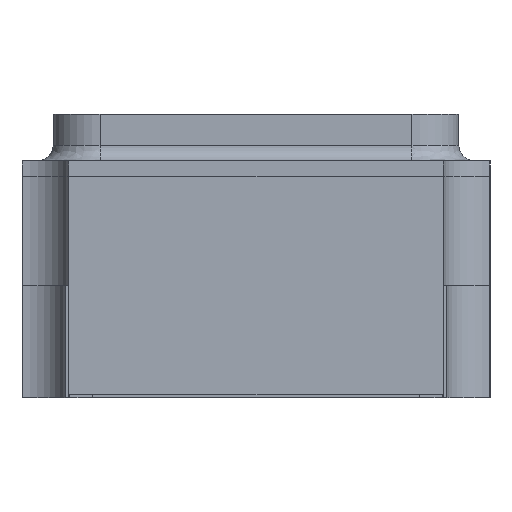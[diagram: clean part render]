
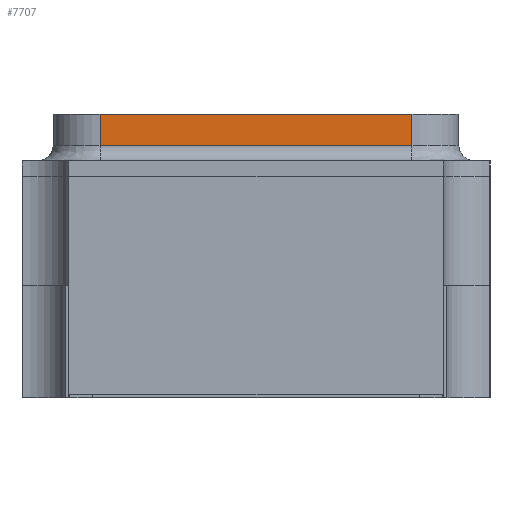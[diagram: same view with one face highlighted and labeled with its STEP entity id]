
A CAD part, left-side view. The second image highlights one B-rep face of the part: STEP entity #7707.
In plain terms, the highlighted planar face has unit normal (-1, 0, 0).
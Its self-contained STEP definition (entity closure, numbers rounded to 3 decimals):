
#3831 = CYLINDRICAL_SURFACE('',#3832,0.05);
#3832 = AXIS2_PLACEMENT_3D('',#3833,#3834,#3835);
#3833 = CARTESIAN_POINT('',(-1.55,0.7,0.81));
#3834 = DIRECTION('',(0.,1.,0.));
#3835 = DIRECTION('',(-1.,0.,0.));
#6158 = VERTEX_POINT('',#6159);
#6159 = CARTESIAN_POINT('',(-1.5,-0.5,0.81));
#6262 = CYLINDRICAL_SURFACE('',#6263,0.15);
#6263 = AXIS2_PLACEMENT_3D('',#6264,#6265,#6266);
#6264 = CARTESIAN_POINT('',(-1.35,-0.5,0.76));
#6265 = DIRECTION('',(0.,0.,1.));
#6266 = DIRECTION('',(1.,0.,0.));
#6302 = VERTEX_POINT('',#6303);
#6303 = CARTESIAN_POINT('',(-1.5,0.5,0.81));
#6369 = EDGE_CURVE('',#6302,#6158,#6370,.T.);
#6370 = SURFACE_CURVE('',#6371,(#6375,#6404),.PCURVE_S1.);
#6371 = LINE('',#6372,#6373);
#6372 = CARTESIAN_POINT('',(-1.5,0.7,0.81));
#6373 = VECTOR('',#6374,1.);
#6374 = DIRECTION('',(0.,-1.,0.));
#6375 = PCURVE('',#3831,#6376);
#6376 = DEFINITIONAL_REPRESENTATION('',(#6377),#6403);
#6377 = B_SPLINE_CURVE_WITH_KNOTS('',3,(#6378,#6379,#6380,#6381,#6382,
    #6383,#6384,#6385,#6386,#6387,#6388,#6389,#6390,#6391,#6392,#6393,
    #6394,#6395,#6396,#6397,#6398,#6399,#6400,#6401,#6402),
  .UNSPECIFIED.,.F.,.F.,(4,1,1,1,1,1,1,1,1,1,1,1,1,1,1,1,1,1,1,1,1,1,4),
  (0.2,0.245,0.291,0.336,0.382,
    0.427,0.473,0.518,0.564,
    0.609,0.655,0.7,0.745,0.791,
    0.836,0.882,0.927,0.973,
    1.018,1.064,1.109,1.155,1.2),
  .UNSPECIFIED.);
#6378 = CARTESIAN_POINT('',(3.142,-0.2));
#6379 = CARTESIAN_POINT('',(3.142,-0.215));
#6380 = CARTESIAN_POINT('',(3.142,-0.245));
#6381 = CARTESIAN_POINT('',(3.142,-0.291));
#6382 = CARTESIAN_POINT('',(3.142,-0.336));
#6383 = CARTESIAN_POINT('',(3.142,-0.382));
#6384 = CARTESIAN_POINT('',(3.142,-0.427));
#6385 = CARTESIAN_POINT('',(3.142,-0.473));
#6386 = CARTESIAN_POINT('',(3.142,-0.518));
#6387 = CARTESIAN_POINT('',(3.142,-0.564));
#6388 = CARTESIAN_POINT('',(3.142,-0.609));
#6389 = CARTESIAN_POINT('',(3.142,-0.655));
#6390 = CARTESIAN_POINT('',(3.142,-0.7));
#6391 = CARTESIAN_POINT('',(3.142,-0.745));
#6392 = CARTESIAN_POINT('',(3.142,-0.791));
#6393 = CARTESIAN_POINT('',(3.142,-0.836));
#6394 = CARTESIAN_POINT('',(3.142,-0.882));
#6395 = CARTESIAN_POINT('',(3.142,-0.927));
#6396 = CARTESIAN_POINT('',(3.142,-0.973));
#6397 = CARTESIAN_POINT('',(3.142,-1.018));
#6398 = CARTESIAN_POINT('',(3.142,-1.064));
#6399 = CARTESIAN_POINT('',(3.142,-1.109));
#6400 = CARTESIAN_POINT('',(3.142,-1.155));
#6401 = CARTESIAN_POINT('',(3.142,-1.185));
#6402 = CARTESIAN_POINT('',(3.142,-1.2));
#6403 = ( GEOMETRIC_REPRESENTATION_CONTEXT(2) 
PARAMETRIC_REPRESENTATION_CONTEXT() REPRESENTATION_CONTEXT('2D SPACE',''
  ) );
#6404 = PCURVE('',#6405,#6410);
#6405 = PLANE('',#6406);
#6406 = AXIS2_PLACEMENT_3D('',#6407,#6408,#6409);
#6407 = CARTESIAN_POINT('',(-1.5,0.5,0.76));
#6408 = DIRECTION('',(-1.,0.,0.));
#6409 = DIRECTION('',(0.,-1.,0.));
#6410 = DEFINITIONAL_REPRESENTATION('',(#6411),#6415);
#6411 = LINE('',#6412,#6413);
#6412 = CARTESIAN_POINT('',(-0.2,0.05));
#6413 = VECTOR('',#6414,1.);
#6414 = DIRECTION('',(1.,0.));
#6415 = ( GEOMETRIC_REPRESENTATION_CONTEXT(2) 
PARAMETRIC_REPRESENTATION_CONTEXT() REPRESENTATION_CONTEXT('2D SPACE',''
  ) );
#6527 = CYLINDRICAL_SURFACE('',#6528,0.15);
#6528 = AXIS2_PLACEMENT_3D('',#6529,#6530,#6531);
#6529 = CARTESIAN_POINT('',(-1.35,0.5,0.76));
#6530 = DIRECTION('',(0.,0.,1.));
#6531 = DIRECTION('',(1.,0.,0.));
#7346 = PLANE('',#7347);
#7347 = AXIS2_PLACEMENT_3D('',#7348,#7349,#7350);
#7348 = CARTESIAN_POINT('',(0.,0.,
    0.91));
#7349 = DIRECTION('',(0.,0.,1.));
#7350 = DIRECTION('',(1.,0.,0.));
#7614 = VERTEX_POINT('',#7615);
#7615 = CARTESIAN_POINT('',(-1.5,-0.5,0.91));
#7663 = EDGE_CURVE('',#6158,#7614,#7664,.T.);
#7664 = SURFACE_CURVE('',#7665,(#7669,#7698),.PCURVE_S1.);
#7665 = LINE('',#7666,#7667);
#7666 = CARTESIAN_POINT('',(-1.5,-0.5,0.76));
#7667 = VECTOR('',#7668,1.);
#7668 = DIRECTION('',(0.,0.,1.));
#7669 = PCURVE('',#6262,#7670);
#7670 = DEFINITIONAL_REPRESENTATION('',(#7671),#7697);
#7671 = B_SPLINE_CURVE_WITH_KNOTS('',3,(#7672,#7673,#7674,#7675,#7676,
    #7677,#7678,#7679,#7680,#7681,#7682,#7683,#7684,#7685,#7686,#7687,
    #7688,#7689,#7690,#7691,#7692,#7693,#7694,#7695,#7696),
  .UNSPECIFIED.,.F.,.F.,(4,1,1,1,1,1,1,1,1,1,1,1,1,1,1,1,1,1,1,1,1,1,4),
  (0.05,0.055,0.059,0.064,
    0.068,0.073,0.077,
    0.082,0.086,0.091,
    0.095,0.1,0.105,0.109,0.114
    ,0.118,0.123,0.127,0.132,
    0.136,0.141,0.145,0.15),.UNSPECIFIED.);
#7672 = CARTESIAN_POINT('',(3.142,0.05));
#7673 = CARTESIAN_POINT('',(3.142,0.052));
#7674 = CARTESIAN_POINT('',(3.142,0.055));
#7675 = CARTESIAN_POINT('',(3.142,0.059));
#7676 = CARTESIAN_POINT('',(3.142,0.064));
#7677 = CARTESIAN_POINT('',(3.142,0.068));
#7678 = CARTESIAN_POINT('',(3.142,0.073));
#7679 = CARTESIAN_POINT('',(3.142,0.077));
#7680 = CARTESIAN_POINT('',(3.142,0.082));
#7681 = CARTESIAN_POINT('',(3.142,0.086));
#7682 = CARTESIAN_POINT('',(3.142,0.091));
#7683 = CARTESIAN_POINT('',(3.142,0.095));
#7684 = CARTESIAN_POINT('',(3.142,0.1));
#7685 = CARTESIAN_POINT('',(3.142,0.105));
#7686 = CARTESIAN_POINT('',(3.142,0.109));
#7687 = CARTESIAN_POINT('',(3.142,0.114));
#7688 = CARTESIAN_POINT('',(3.142,0.118));
#7689 = CARTESIAN_POINT('',(3.142,0.123));
#7690 = CARTESIAN_POINT('',(3.142,0.127));
#7691 = CARTESIAN_POINT('',(3.142,0.132));
#7692 = CARTESIAN_POINT('',(3.142,0.136));
#7693 = CARTESIAN_POINT('',(3.142,0.141));
#7694 = CARTESIAN_POINT('',(3.142,0.145));
#7695 = CARTESIAN_POINT('',(3.142,0.148));
#7696 = CARTESIAN_POINT('',(3.142,0.15));
#7697 = ( GEOMETRIC_REPRESENTATION_CONTEXT(2) 
PARAMETRIC_REPRESENTATION_CONTEXT() REPRESENTATION_CONTEXT('2D SPACE',''
  ) );
#7698 = PCURVE('',#6405,#7699);
#7699 = DEFINITIONAL_REPRESENTATION('',(#7700),#7704);
#7700 = LINE('',#7701,#7702);
#7701 = CARTESIAN_POINT('',(1.,0.));
#7702 = VECTOR('',#7703,1.);
#7703 = DIRECTION('',(0.,1.));
#7704 = ( GEOMETRIC_REPRESENTATION_CONTEXT(2) 
PARAMETRIC_REPRESENTATION_CONTEXT() REPRESENTATION_CONTEXT('2D SPACE',''
  ) );
#7707 = ADVANCED_FACE('',(#7708),#6405,.T.);
#7708 = FACE_BOUND('',#7709,.T.);
#7709 = EDGE_LOOP('',(#7710,#7733,#7776,#7777));
#7710 = ORIENTED_EDGE('',*,*,#7711,.T.);
#7711 = EDGE_CURVE('',#7614,#7712,#7714,.T.);
#7712 = VERTEX_POINT('',#7713);
#7713 = CARTESIAN_POINT('',(-1.5,0.5,0.91));
#7714 = SURFACE_CURVE('',#7715,(#7719,#7726),.PCURVE_S1.);
#7715 = LINE('',#7716,#7717);
#7716 = CARTESIAN_POINT('',(-1.5,0.5,0.91));
#7717 = VECTOR('',#7718,1.);
#7718 = DIRECTION('',(0.,1.,0.));
#7719 = PCURVE('',#6405,#7720);
#7720 = DEFINITIONAL_REPRESENTATION('',(#7721),#7725);
#7721 = LINE('',#7722,#7723);
#7722 = CARTESIAN_POINT('',(0.,0.15));
#7723 = VECTOR('',#7724,1.);
#7724 = DIRECTION('',(-1.,0.));
#7725 = ( GEOMETRIC_REPRESENTATION_CONTEXT(2) 
PARAMETRIC_REPRESENTATION_CONTEXT() REPRESENTATION_CONTEXT('2D SPACE',''
  ) );
#7726 = PCURVE('',#7346,#7727);
#7727 = DEFINITIONAL_REPRESENTATION('',(#7728),#7732);
#7728 = LINE('',#7729,#7730);
#7729 = CARTESIAN_POINT('',(-1.5,0.5));
#7730 = VECTOR('',#7731,1.);
#7731 = DIRECTION('',(0.,1.));
#7732 = ( GEOMETRIC_REPRESENTATION_CONTEXT(2) 
PARAMETRIC_REPRESENTATION_CONTEXT() REPRESENTATION_CONTEXT('2D SPACE',''
  ) );
#7733 = ORIENTED_EDGE('',*,*,#7734,.F.);
#7734 = EDGE_CURVE('',#6302,#7712,#7735,.T.);
#7735 = SURFACE_CURVE('',#7736,(#7740,#7747),.PCURVE_S1.);
#7736 = LINE('',#7737,#7738);
#7737 = CARTESIAN_POINT('',(-1.5,0.5,0.76));
#7738 = VECTOR('',#7739,1.);
#7739 = DIRECTION('',(0.,0.,1.));
#7740 = PCURVE('',#6405,#7741);
#7741 = DEFINITIONAL_REPRESENTATION('',(#7742),#7746);
#7742 = LINE('',#7743,#7744);
#7743 = CARTESIAN_POINT('',(0.,0.));
#7744 = VECTOR('',#7745,1.);
#7745 = DIRECTION('',(0.,1.));
#7746 = ( GEOMETRIC_REPRESENTATION_CONTEXT(2) 
PARAMETRIC_REPRESENTATION_CONTEXT() REPRESENTATION_CONTEXT('2D SPACE',''
  ) );
#7747 = PCURVE('',#6527,#7748);
#7748 = DEFINITIONAL_REPRESENTATION('',(#7749),#7775);
#7749 = B_SPLINE_CURVE_WITH_KNOTS('',3,(#7750,#7751,#7752,#7753,#7754,
    #7755,#7756,#7757,#7758,#7759,#7760,#7761,#7762,#7763,#7764,#7765,
    #7766,#7767,#7768,#7769,#7770,#7771,#7772,#7773,#7774),
  .UNSPECIFIED.,.F.,.F.,(4,1,1,1,1,1,1,1,1,1,1,1,1,1,1,1,1,1,1,1,1,1,4),
  (0.05,0.055,0.059,0.064,
    0.068,0.073,0.077,
    0.082,0.086,0.091,
    0.095,0.1,0.105,0.109,0.114
    ,0.118,0.123,0.127,0.132,
    0.136,0.141,0.145,0.15),.UNSPECIFIED.);
#7750 = CARTESIAN_POINT('',(3.142,0.05));
#7751 = CARTESIAN_POINT('',(3.142,0.052));
#7752 = CARTESIAN_POINT('',(3.142,0.055));
#7753 = CARTESIAN_POINT('',(3.142,0.059));
#7754 = CARTESIAN_POINT('',(3.142,0.064));
#7755 = CARTESIAN_POINT('',(3.142,0.068));
#7756 = CARTESIAN_POINT('',(3.142,0.073));
#7757 = CARTESIAN_POINT('',(3.142,0.077));
#7758 = CARTESIAN_POINT('',(3.142,0.082));
#7759 = CARTESIAN_POINT('',(3.142,0.086));
#7760 = CARTESIAN_POINT('',(3.142,0.091));
#7761 = CARTESIAN_POINT('',(3.142,0.095));
#7762 = CARTESIAN_POINT('',(3.142,0.1));
#7763 = CARTESIAN_POINT('',(3.142,0.105));
#7764 = CARTESIAN_POINT('',(3.142,0.109));
#7765 = CARTESIAN_POINT('',(3.142,0.114));
#7766 = CARTESIAN_POINT('',(3.142,0.118));
#7767 = CARTESIAN_POINT('',(3.142,0.123));
#7768 = CARTESIAN_POINT('',(3.142,0.127));
#7769 = CARTESIAN_POINT('',(3.142,0.132));
#7770 = CARTESIAN_POINT('',(3.142,0.136));
#7771 = CARTESIAN_POINT('',(3.142,0.141));
#7772 = CARTESIAN_POINT('',(3.142,0.145));
#7773 = CARTESIAN_POINT('',(3.142,0.148));
#7774 = CARTESIAN_POINT('',(3.142,0.15));
#7775 = ( GEOMETRIC_REPRESENTATION_CONTEXT(2) 
PARAMETRIC_REPRESENTATION_CONTEXT() REPRESENTATION_CONTEXT('2D SPACE',''
  ) );
#7776 = ORIENTED_EDGE('',*,*,#6369,.T.);
#7777 = ORIENTED_EDGE('',*,*,#7663,.T.);
